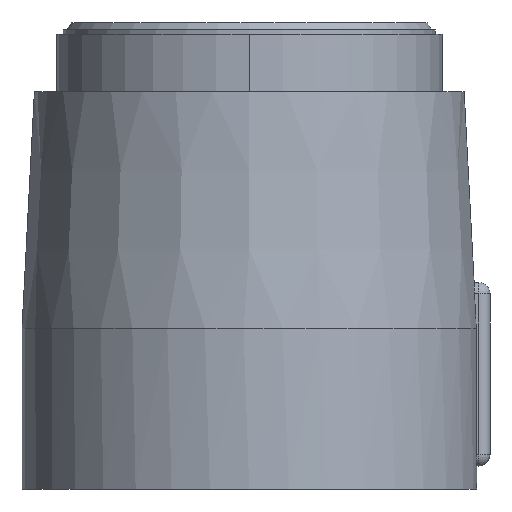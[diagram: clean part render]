
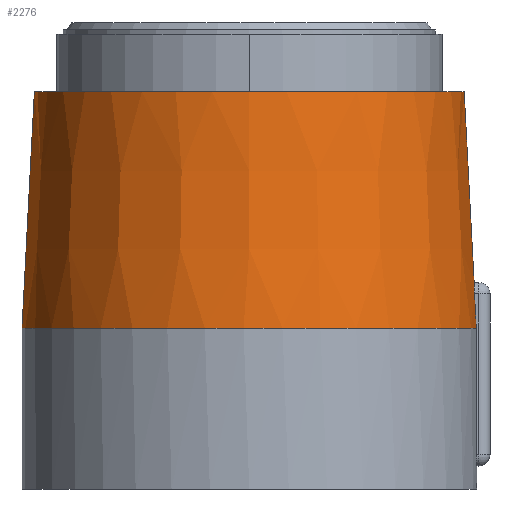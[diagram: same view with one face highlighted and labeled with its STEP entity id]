
A CAD part, left-side view. The second image highlights one B-rep face of the part: STEP entity #2276.
In plain terms, the highlighted conical face has half-angle 3 degrees and reference radius 9.63 mm.
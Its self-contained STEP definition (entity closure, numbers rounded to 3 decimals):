
#363=DIRECTION('',(0.,0.052,0.999));
#364=VECTOR('',#363,8.311);
#365=CARTESIAN_POINT('',(0.,-9.796,8.));
#366=LINE('',#365,#364);
#372=DIRECTION('',(0.,-0.052,0.999));
#373=VECTOR('',#372,10.304);
#374=CARTESIAN_POINT('',(0.,9.9,6.01));
#375=LINE('',#374,#373);
#376=CARTESIAN_POINT('',(-0.5,-9.809,7.5));
#377=CARTESIAN_POINT('',(-0.5,-9.818,7.335));
#378=CARTESIAN_POINT('',(-0.5,-9.835,7.004));
#379=CARTESIAN_POINT('',(-0.5,-9.861,6.507));
#380=CARTESIAN_POINT('',(-0.5,-9.879,6.176));
#381=CARTESIAN_POINT('',(-0.5,-9.887,6.01));
#383=CARTESIAN_POINT('',(0.,0.,6.01));
#384=DIRECTION('',(0.,0.,-1.));
#385=DIRECTION('',(-0.051,-0.999,0.));
#386=AXIS2_PLACEMENT_3D('',#383,#384,#385);
#388=CARTESIAN_POINT('',(0.,0.,16.3));
#389=DIRECTION('',(0.,0.,1.));
#390=DIRECTION('',(0.,1.,0.));
#391=AXIS2_PLACEMENT_3D('',#388,#389,#390);
#393=CARTESIAN_POINT('',(0.,-9.796,8.));
#394=CARTESIAN_POINT('',(-0.044,-9.796,8.));
#395=CARTESIAN_POINT('',(-0.131,-9.796,
7.989));
#396=CARTESIAN_POINT('',(-0.255,-9.796,
7.937));
#397=CARTESIAN_POINT('',(-0.358,-9.797,
7.857));
#398=CARTESIAN_POINT('',(-0.439,-9.799,
7.752));
#399=CARTESIAN_POINT('',(-0.489,-9.803,
7.631));
#400=CARTESIAN_POINT('',(-0.5,-9.807,7.544));
#401=CARTESIAN_POINT('',(-0.5,-9.809,7.5));
#1541=CARTESIAN_POINT('',(-0.5,-9.809,7.5));
#1542=VERTEX_POINT('',#1541);
#1597=VERTEX_POINT('',#393);
#1602=VERTEX_POINT('',#381);
#1603=CARTESIAN_POINT('',(0.,9.9,6.01));
#1604=VERTEX_POINT('',#1603);
#1743=CARTESIAN_POINT('',(0.,9.361,16.3));
#1744=CARTESIAN_POINT('',(0.,-9.361,16.3));
#1745=VERTEX_POINT('',#1743);
#1746=VERTEX_POINT('',#1744);
#2262=CARTESIAN_POINT('',(0.,0.,11.155));
#2263=DIRECTION('',(0.,0.,-1.));
#2264=DIRECTION('',(0.,-1.,0.));
#2265=AXIS2_PLACEMENT_3D('',#2262,#2263,#2264);
#2266=CONICAL_SURFACE('',#2265,9.63,3.);
#2267=ORIENTED_EDGE('',*,*,#2149,.T.);
#2268=ORIENTED_EDGE('',*,*,#2136,.T.);
#2269=ORIENTED_EDGE('',*,*,#2257,.T.);
#2271=ORIENTED_EDGE('',*,*,#2270,.T.);
#2272=ORIENTED_EDGE('',*,*,#2253,.F.);
#2273=ORIENTED_EDGE('',*,*,#2224,.T.);
#2274=EDGE_LOOP('',(#2267,#2268,#2269,#2271,#2272,#2273));
#2275=FACE_OUTER_BOUND('',#2274,.F.);
#2276=ADVANCED_FACE('',(#2275),#2266,.T.);
#382=B_SPLINE_CURVE_WITH_KNOTS('',3,(#376,#377,#378,#379,#380,#381),
.UNSPECIFIED.,.F.,.F.,(4,1,1,4),(0.,0.333,0.667,1.),
.UNSPECIFIED.);
#387=CIRCLE('',#386,9.9);
#392=CIRCLE('',#391,9.361);
#402=B_SPLINE_CURVE_WITH_KNOTS('',3,(#393,#394,#395,#396,#397,#398,#399,#400,
#401),.UNSPECIFIED.,.F.,.F.,(4,1,1,1,1,1,4),(0.,0.167,
0.333,0.5,0.667,0.833,1.),
.UNSPECIFIED.);
#2136=EDGE_CURVE('',#1602,#1604,#387,.T.);
#2149=EDGE_CURVE('',#1542,#1602,#382,.T.);
#2224=EDGE_CURVE('',#1597,#1542,#402,.T.);
#2253=EDGE_CURVE('',#1597,#1746,#366,.T.);
#2257=EDGE_CURVE('',#1604,#1745,#375,.T.);
#2270=EDGE_CURVE('',#1745,#1746,#392,.T.);
